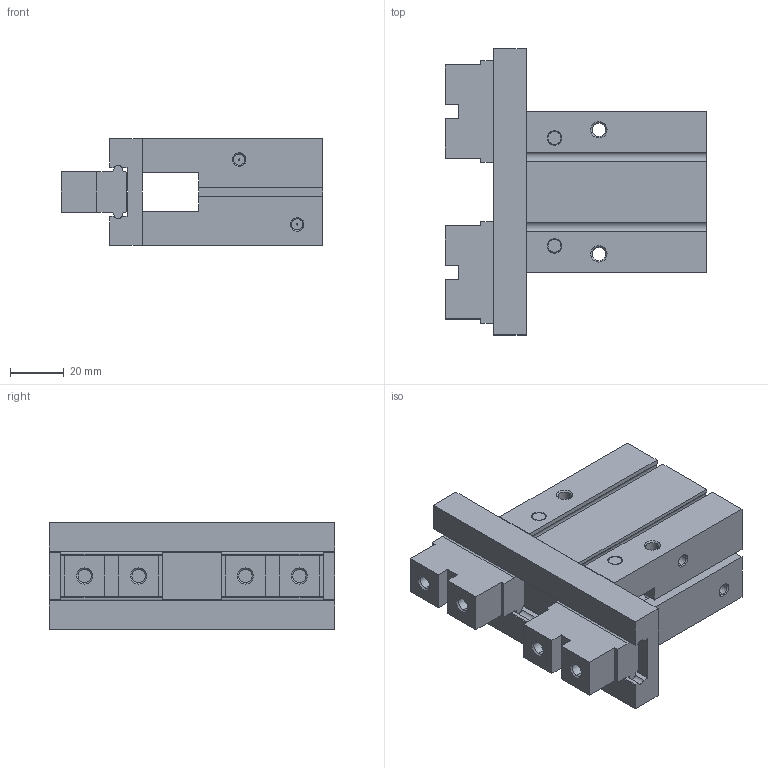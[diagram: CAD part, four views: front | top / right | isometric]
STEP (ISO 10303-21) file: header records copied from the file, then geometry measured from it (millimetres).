
FILE_DESCRIPTION (( 'STEP AP203' ), '1' );
FILE_NAME ('KP32MD-MB.step', '2017-07-18T20:21:51', ( '' ), ( '' ), 'SwSTEP 2.0', 'SolidWorks 2017', '' );
FILE_SCHEMA (( 'CONFIG_CONTROL_DESIGN' ));
Length unit declared in the file: millimetre
Products named in the file (4): KP32MD-MB-1; KP32MD-MB-2; KP32MD-MB-3; KP32MD-MB
Assembly tree (3 placements, depth 2):
  KP32MD-MB
    KP32MD-MB-1
    KP32MD-MB-2
    KP32MD-MB-3
Bounding box: 97 x 106 x 40 mm (x, y, z)
Volume: 189520.1 mm3; surface area: 45643.5 mm2
Topology: 3 solids, 3 shells, 242 faces, 606 edges, 386 vertices
Faces by surface type: plane 126, cylinder 62, cone 54
Entity records: 7724 total; most frequent: CARTESIAN_POINT 1534, ORIENTED_EDGE 1212, DIRECTION 1198, EDGE_CURVE 606, AXIS2_PLACEMENT_3D 442, VERTEX_POINT 386, LINE 314, VECTOR 314
